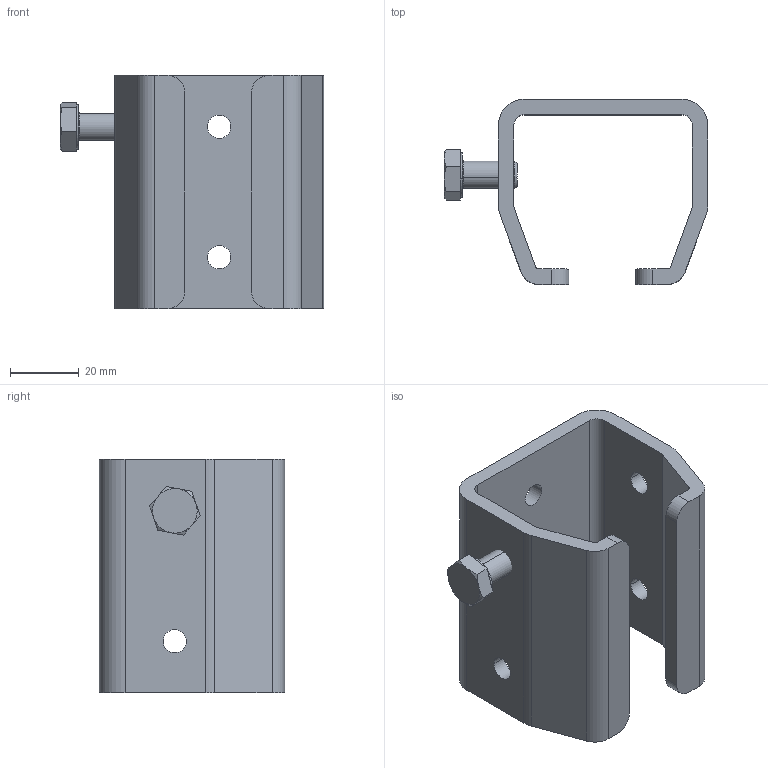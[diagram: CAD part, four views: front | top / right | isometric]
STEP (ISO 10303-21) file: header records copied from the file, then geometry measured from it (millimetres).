
FILE_DESCRIPTION (( 'STEP AP203' ), '1' );
FILE_NAME ('24.b50.STEP', '2016-05-09T08:19:54', ( '' ), ( '' ), 'SwSTEP 2.0', 'SolidWorks 2015', '' );
FILE_SCHEMA (( 'CONFIG_CONTROL_DESIGN' ));
Length unit declared in the file: millimetre
Products named in the file (1): 24.b50
Bounding box: 76.8 x 54 x 68 mm (x, y, z)
Volume: 54004.1 mm3; surface area: 26940.9 mm2
Topology: 2 solids, 2 shells, 74 faces, 189 edges, 120 vertices
Faces by surface type: plane 33, cylinder 31, cone 8, torus 2
Entity records: 2390 total; most frequent: CARTESIAN_POINT 452, DIRECTION 405, ORIENTED_EDGE 378, EDGE_CURVE 189, AXIS2_PLACEMENT_3D 153, VERTEX_POINT 120, LINE 99, VECTOR 99
